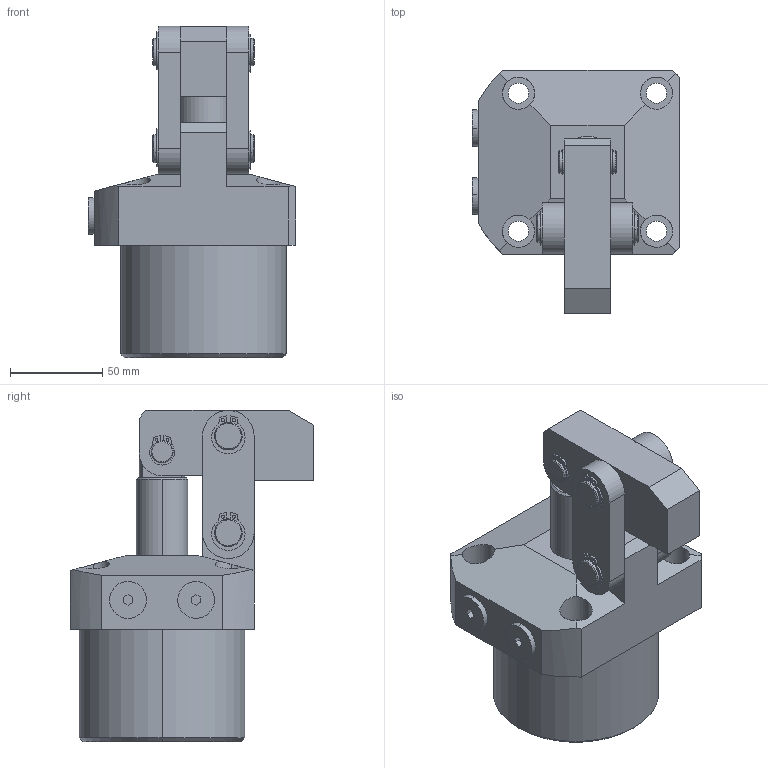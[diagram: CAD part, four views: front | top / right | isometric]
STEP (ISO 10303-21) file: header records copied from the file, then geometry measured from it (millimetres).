
FILE_DESCRIPTION (( 'STEP AP203' ), '1' );
FILE_NAME ('HLKA-70GR.STEP', '2019-10-14T01:23:45', ( '微软用户' ), ( '微软中国' ), 'SwSTEP 2.0', 'SolidWorks 2012', '' );
FILE_SCHEMA (( 'CONFIG_CONTROL_DESIGN' ));
Length unit declared in the file: millimetre
Products named in the file (10): HLKA-70GR; circlips for shaft--type a large gb_GB_CONNECTING_PIECE_RING_RRA 12; circlips for shaft--type a large gb_GB_CONNECTING_PIECE_RING_RRA 16; 囀鞠褒; HLKA-70酗种; HLKA-70揤旋; HLKA-70蟀裝; HLKA-70活塞杆; HLKA-70傻种; HLKA-70GR掛极
Assembly tree (16 placements, depth 2):
  HLKA-70GR
    HLKA-70GR掛极
    HLKA-70傻种
    HLKA-70活塞杆
    HLKA-70蟀裝  x2
    HLKA-70揤旋
    HLKA-70酗种  x2
    囀鞠褒  x2
    circlips for shaft--type a large gb_GB_CONNECTING_PIECE_RING_RRA 16  x4
    circlips for shaft--type a large gb_GB_CONNECTING_PIECE_RING_RRA 12  x2
Bounding box: 112.5 x 132.5 x 180 mm (x, y, z)
Volume: 770934.8 mm3; surface area: 142862.8 mm2
Topology: 16 solids, 16 shells, 419 faces, 1038 edges, 683 vertices
Faces by surface type: cylinder 202, plane 169, cone 24, bspline 16, torus 6, sphere 2
Entity records: 10558 total; most frequent: CARTESIAN_POINT 2365, DIRECTION 1492, ORIENTED_EDGE 1404, EDGE_CURVE 702, AXIS2_PLACEMENT_3D 556, VERTEX_POINT 461, VECTOR 380, LINE 380
